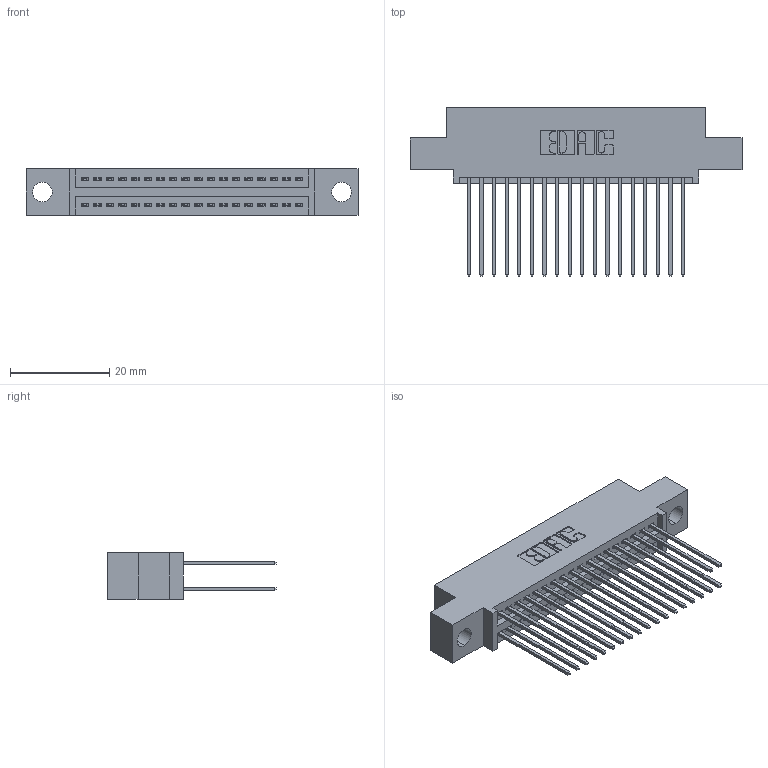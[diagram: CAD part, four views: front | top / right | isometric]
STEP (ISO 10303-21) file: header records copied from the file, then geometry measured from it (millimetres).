
FILE_DESCRIPTION (( 'STEP AP203' ), '1' );
FILE_NAME ('395-036-541-504.STEP', '2021-06-16T21:10:02', ( '' ), ( '' ), 'SwSTEP 2.0', 'SolidWorks 2020', '' );
FILE_SCHEMA (( 'CONFIG_CONTROL_DESIGN' ));
Length unit declared in the file: inch
Products named in the file (3): 345 Part_0.110 Offset - 0.156 Dia-TI; 395-036-541-504; 345-292-001_345-293-141
Assembly tree (37 placements, depth 2):
  395-036-541-504
    345 Part_0.110 Offset - 0.156 Dia-TI
    345-292-001_345-293-141  x36
Bounding box: 66.93 x 33.96 x 9.4 mm (x, y, z)
Volume: 6306 mm3; surface area: 9771.8 mm2
Topology: 37 solids, 37 shells, 1944 faces, 5753 edges, 3786 vertices
Faces by surface type: plane 1286, cylinder 658
Entity records: 17923 total; most frequent: CARTESIAN_POINT 3034, ORIENTED_EDGE 2966, DIRECTION 2703, EDGE_CURVE 1483, LINE 1279, VECTOR 1279, VERTEX_POINT 986, AXIS2_PLACEMENT_3D 712
